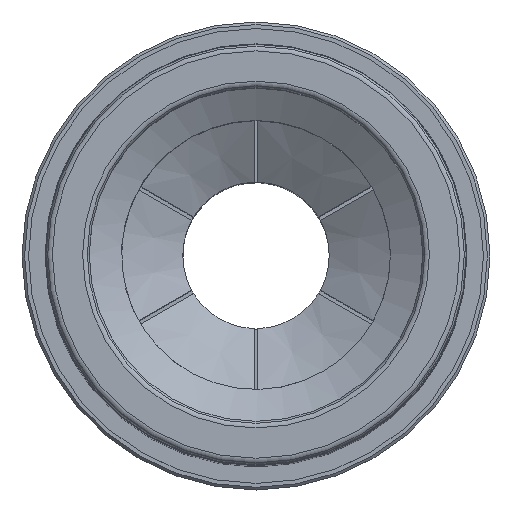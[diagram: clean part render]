
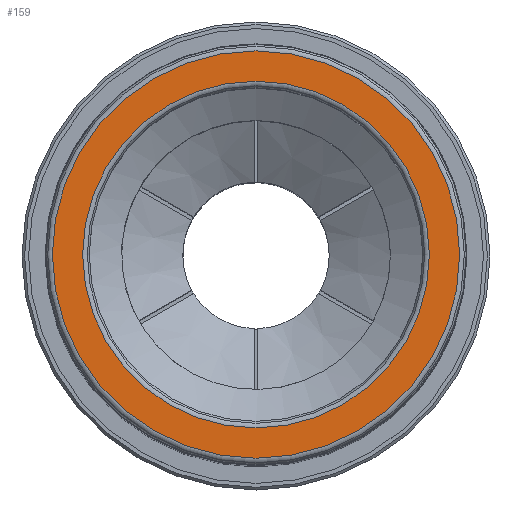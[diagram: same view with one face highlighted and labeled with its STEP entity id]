
A CAD part, top view. The second image highlights one B-rep face of the part: STEP entity #159.
In plain terms, the highlighted planar face has unit normal (0, 0, 1).
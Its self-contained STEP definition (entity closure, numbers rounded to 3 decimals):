
#129=PLANE('',#1146);
#159=ADVANCED_FACE('',(#238,#239),#129,.F.);
#238=FACE_BOUND('',#299,.T.);
#239=FACE_BOUND('',#300,.T.);
#299=EDGE_LOOP('',(#562));
#300=EDGE_LOOP('',(#563));
#562=ORIENTED_EDGE('',*,*,#946,.T.);
#563=ORIENTED_EDGE('',*,*,#947,.T.);
#838=VERTEX_POINT('',#1974);
#839=VERTEX_POINT('',#1977);
#946=EDGE_CURVE('',#838,#838,#1052,.T.);
#947=EDGE_CURVE('',#839,#839,#1053,.T.);
#1052=CIRCLE('',#1143,13.15);
#1053=CIRCLE('',#1145,15.45);
#1143=AXIS2_PLACEMENT_3D('',#1973,#1321,#1322);
#1145=AXIS2_PLACEMENT_3D('',#1976,#1325,#1326);
#1146=AXIS2_PLACEMENT_3D('',#1978,#1327,#1328);
#1321=DIRECTION('',(0.,0.,-1.));
#1322=DIRECTION('',(0.,1.,0.));
#1325=DIRECTION('',(0.,0.,1.));
#1326=DIRECTION('',(-1.,0.,0.));
#1327=DIRECTION('',(0.,0.,-1.));
#1328=DIRECTION('',(1.,0.,0.));
#1973=CARTESIAN_POINT('',(0.,0.,60.5));
#1974=CARTESIAN_POINT('',(0.,13.15,60.5));
#1976=CARTESIAN_POINT('',(0.,0.,60.5));
#1977=CARTESIAN_POINT('',(-15.45,0.,60.5));
#1978=CARTESIAN_POINT('',(0.,0.,60.5));
